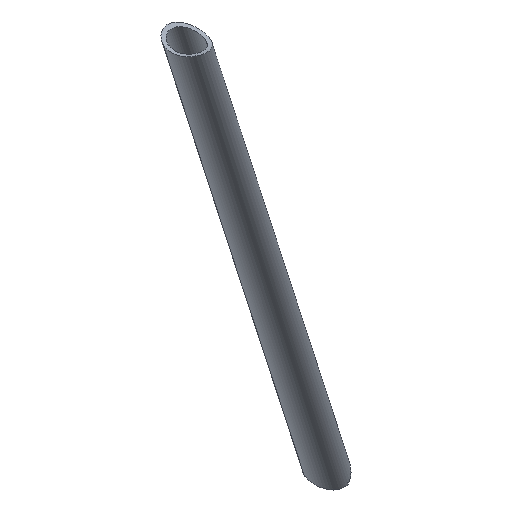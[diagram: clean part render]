
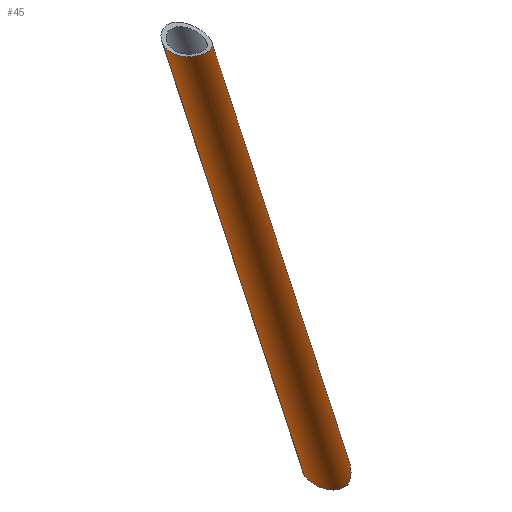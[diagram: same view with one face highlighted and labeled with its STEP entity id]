
A CAD part, isometric view. The second image highlights one B-rep face of the part: STEP entity #45.
In plain terms, the highlighted cylindrical face has radius 7.5 mm (diameter 15 mm), a partial arc.
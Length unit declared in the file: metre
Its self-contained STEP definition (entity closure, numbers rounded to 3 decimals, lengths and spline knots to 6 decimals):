
#45=ADVANCED_FACE('0:75',(#85),#86,.T.);
#85=FACE_OUTER_BOUND('',#118,.T.);
#86=CYLINDRICAL_SURFACE('',#119,0.0075);
#118=EDGE_LOOP('',(#188,#189,#190,#191,#192));
#119=AXIS2_PLACEMENT_3D('',#193,#194,#195);
#188=ORIENTED_EDGE('',*,*,#208,.T.);
#189=ORIENTED_EDGE('',*,*,#224,.F.);
#190=ORIENTED_EDGE('',*,*,#232,.T.);
#191=ORIENTED_EDGE('',*,*,#211,.T.);
#192=ORIENTED_EDGE('',*,*,#237,.F.);
#193=CARTESIAN_POINT('',(-0.375857,0.25029,0.249925));
#194=DIRECTION('',(-0.448,-0.258,0.856));
#195=DIRECTION('',(-0.856,0.401,-0.327));
#208=EDGE_CURVE('',#241,#242,#243,.T.);
#211=EDGE_CURVE('',#248,#246,#249,.T.);
#224=EDGE_CURVE('0:81',#271,#242,#272,.T.);
#232=EDGE_CURVE('0:108',#271,#248,#281,.T.);
#237=EDGE_CURVE('',#241,#246,#287,.F.);
#241=VERTEX_POINT('',#291);
#242=VERTEX_POINT('',#292);
#243=LINE('',#293,#294);
#246=VERTEX_POINT('',#311);
#248=VERTEX_POINT('',#333);
#249=LINE('',#334,#335);
#271=VERTEX_POINT('',#481);
#272=B_SPLINE_CURVE_WITH_KNOTS('',3,(#482,#483,#484,#485,#486,#487,#488,#489,#490,#491,#492,#493,#494,#495,#496,#497,#498,#499),.UNSPECIFIED.,.F.,.F.,(4,2,2,2,2,2,2,2,4),(0.0,3.357949,6.715898,12.109114,17.50233,20.198938,22.895546,25.592154,28.288763),.UNSPECIFIED.);
#281=B_SPLINE_CURVE_WITH_KNOTS('',3,(#540,#541,#542,#543,#544,#545,#546,#547,#548,#549,#550,#551,#552,#553,#554,#555,#556,#557,#558,#559,#560,#561),.UNSPECIFIED.,.F.,.F.,(4,3,3,3,3,3,3,4),(2.206013,7.484428,11.310133,14.583291,17.835387,21.525751,27.05396,29.803268),.UNSPECIFIED.);
#287=B_SPLINE_CURVE_WITH_KNOTS('',5,(#592,#593,#594,#595,#596,#597,#598,#599,#600,#601,#602,#603,#604,#605,#606,#607,#608,#609,#610,#611,#612,#613,#614,#615,#616,#617,#618,#619,#620),.UNSPECIFIED.,.F.,.F.,(6,3,3,3,3,5,3,3,6),(-57.956895,-56.841534,-52.926036,-49.412042,-44.749022,-35.850854,-29.471072,-25.838082,-18.695571),.UNSPECIFIED.);
#291=CARTESIAN_POINT('',(-0.504608,0.182805,0.481005));
#292=CARTESIAN_POINT('',(-0.355253,0.268866,0.195885));
#293=CARTESIAN_POINT('',(-0.382275,0.253295,0.24747));
#294=VECTOR('',#623,1.0);
#311=CARTESIAN_POINT('',(-0.48597,0.180138,0.47484));
#333=CARTESIAN_POINT('',(-0.340307,0.264071,0.196769));
#334=CARTESIAN_POINT('',(-0.369438,0.247286,0.25238));
#335=VECTOR('',#624,1.0);
#481=CARTESIAN_POINT('',(-0.343997,0.260482,0.191043));
#482=CARTESIAN_POINT('',(-0.343997,0.260482,0.191043));
#483=CARTESIAN_POINT('',(-0.34475,0.260338,0.190862));
#484=CARTESIAN_POINT('',(-0.345536,0.260286,0.190792));
#485=CARTESIAN_POINT('',(-0.347083,0.260317,0.190845));
#486=CARTESIAN_POINT('',(-0.347844,0.2604,0.190964));
#487=CARTESIAN_POINT('',(-0.349747,0.26075,0.191423));
#488=CARTESIAN_POINT('',(-0.350881,0.261103,0.191862));
#489=CARTESIAN_POINT('',(-0.352949,0.262124,0.192878));
#490=CARTESIAN_POINT('',(-0.353895,0.262795,0.193463));
#491=CARTESIAN_POINT('',(-0.354958,0.264136,0.194319));
#492=CARTESIAN_POINT('',(-0.355249,0.26464,0.1946));
#493=CARTESIAN_POINT('',(-0.355635,0.265745,0.195106));
#494=CARTESIAN_POINT('',(-0.355726,0.266346,0.195329));
#495=CARTESIAN_POINT('',(-0.355674,0.267561,0.195675));
#496=CARTESIAN_POINT('',(-0.355531,0.268173,0.195797));
#497=CARTESIAN_POINT('',(-0.355069,0.269329,0.195945));
#498=CARTESIAN_POINT('',(-0.354752,0.269874,0.195973));
#499=CARTESIAN_POINT('',(-0.35438,0.270375,0.195971));
#540=CARTESIAN_POINT('',(-0.343997,0.260482,0.191043));
#541=CARTESIAN_POINT('',(-0.343111,0.260535,0.191912));
#542=CARTESIAN_POINT('',(-0.342367,0.260822,0.192939));
#543=CARTESIAN_POINT('',(-0.34176,0.261366,0.193928));
#544=CARTESIAN_POINT('',(-0.34132,0.261759,0.194645));
#545=CARTESIAN_POINT('',(-0.34095,0.262291,0.195345));
#546=CARTESIAN_POINT('',(-0.340667,0.262958,0.195944));
#547=CARTESIAN_POINT('',(-0.340425,0.263529,0.196457));
#548=CARTESIAN_POINT('',(-0.340248,0.264199,0.196895));
#549=CARTESIAN_POINT('',(-0.340148,0.264931,0.197211));
#550=CARTESIAN_POINT('',(-0.340048,0.265659,0.197524));
#551=CARTESIAN_POINT('',(-0.340026,0.266443,0.197716));
#552=CARTESIAN_POINT('',(-0.340078,0.267225,0.197784));
#553=CARTESIAN_POINT('',(-0.340137,0.268113,0.19786));
#554=CARTESIAN_POINT('',(-0.34029,0.268994,0.197781));
#555=CARTESIAN_POINT('',(-0.340524,0.269814,0.197595));
#556=CARTESIAN_POINT('',(-0.340875,0.271042,0.197315));
#557=CARTESIAN_POINT('',(-0.341403,0.272141,0.196799));
#558=CARTESIAN_POINT('',(-0.342113,0.273013,0.196217));
#559=CARTESIAN_POINT('',(-0.342466,0.273447,0.195927));
#560=CARTESIAN_POINT('',(-0.342866,0.273825,0.195621));
#561=CARTESIAN_POINT('',(-0.34331,0.274132,0.195321));
#592=CARTESIAN_POINT('',(-0.48597,0.180138,0.47484));
#593=CARTESIAN_POINT('',(-0.486032,0.179987,0.474818));
#594=CARTESIAN_POINT('',(-0.486101,0.179837,0.4748));
#595=CARTESIAN_POINT('',(-0.486174,0.17969,0.474786));
#596=CARTESIAN_POINT('',(-0.486525,0.179037,0.474741));
#597=CARTESIAN_POINT('',(-0.486962,0.178435,0.474768));
#598=CARTESIAN_POINT('',(-0.487338,0.178001,0.474821));
#599=CARTESIAN_POINT('',(-0.488094,0.177241,0.474967));
#600=CARTESIAN_POINT('',(-0.488917,0.176586,0.47518));
#601=CARTESIAN_POINT('',(-0.489318,0.176298,0.475292));
#602=CARTESIAN_POINT('',(-0.490273,0.175674,0.475571));
#603=CARTESIAN_POINT('',(-0.491271,0.175153,0.475886));
#604=CARTESIAN_POINT('',(-0.491851,0.174889,0.476072));
#605=CARTESIAN_POINT('',(-0.493568,0.17421,0.476627));
#606=CARTESIAN_POINT('',(-0.495356,0.173807,0.477191));
#607=CARTESIAN_POINT('',(-0.496551,0.173667,0.477548));
#608=CARTESIAN_POINT('',(-0.497758,0.17369,0.47787));
#609=CARTESIAN_POINT('',(-0.498919,0.173903,0.47815));
#610=CARTESIAN_POINT('',(-0.499752,0.174056,0.478351));
#611=CARTESIAN_POINT('',(-0.500576,0.17431,0.478534));
#612=CARTESIAN_POINT('',(-0.501376,0.174682,0.478697));
#613=CARTESIAN_POINT('',(-0.502535,0.175471,0.478932));
#614=CARTESIAN_POINT('',(-0.503468,0.17654,0.479175));
#615=CARTESIAN_POINT('',(-0.50377,0.176961,0.479267));
#616=CARTESIAN_POINT('',(-0.504548,0.178294,0.479564));
#617=CARTESIAN_POINT('',(-0.504945,0.179813,0.479948));
#618=CARTESIAN_POINT('',(-0.505019,0.180851,0.480259));
#619=CARTESIAN_POINT('',(-0.504903,0.181863,0.480622));
#620=CARTESIAN_POINT('',(-0.504608,0.182805,0.481005));
#623=DIRECTION('',(0.448,0.258,-0.856));
#624=DIRECTION('',(-0.448,-0.258,0.856));
